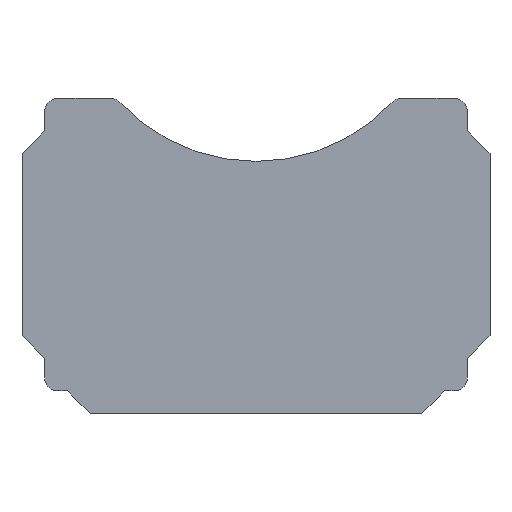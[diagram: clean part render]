
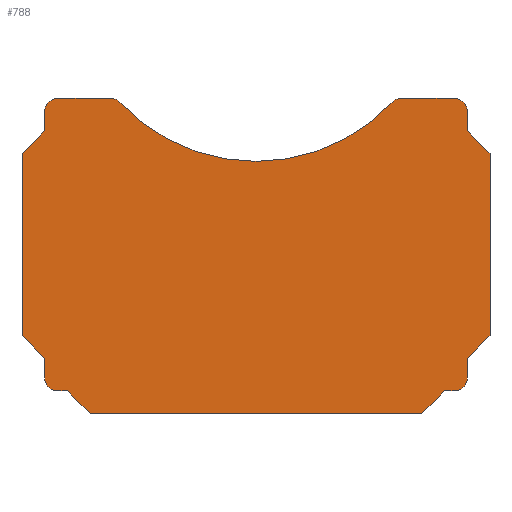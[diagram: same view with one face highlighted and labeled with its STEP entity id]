
A CAD part, front view. The second image highlights one B-rep face of the part: STEP entity #788.
In plain terms, the highlighted planar face has unit normal (0, -1, 0).
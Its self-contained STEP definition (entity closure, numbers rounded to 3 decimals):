
#19=CIRCLE('',#835,20.);
#21=CIRCLE('',#838,20.);
#23=CIRCLE('',#841,20.);
#25=CIRCLE('',#845,20.);
#27=CIRCLE('',#848,286.923);
#29=CIRCLE('',#851,20.);
#31=CIRCLE('',#855,20.);
#81=FACE_OUTER_BOUND('',#127,.T.);
#127=EDGE_LOOP('',(#688,#689,#690,#691,#692,#693,#694,#695,#696,#697,#698,
#699,#700,#701,#702,#703,#704,#705,#706,#707,#708,#709,#710,#711));
#128=LINE('',#1071,#222);
#132=LINE('',#1079,#226);
#135=LINE('',#1085,#229);
#138=LINE('',#1091,#232);
#143=LINE('',#1100,#237);
#144=LINE('',#1104,#238);
#148=LINE('',#1113,#242);
#152=LINE('',#1120,#246);
#154=LINE('',#1124,#248);
#159=LINE('',#1133,#253);
#160=LINE('',#1137,#254);
#164=LINE('',#1145,#258);
#167=LINE('',#1151,#261);
#172=LINE('',#1160,#266);
#173=LINE('',#1163,#267);
#213=LINE('',#1257,#307);
#219=LINE('',#1281,#313);
#222=VECTOR('',#863,10.);
#226=VECTOR('',#869,10.);
#229=VECTOR('',#874,10.);
#232=VECTOR('',#879,10.);
#237=VECTOR('',#886,10.);
#238=VECTOR('',#889,10.);
#242=VECTOR('',#895,10.);
#246=VECTOR('',#901,10.);
#248=VECTOR('',#905,10.);
#253=VECTOR('',#912,10.);
#254=VECTOR('',#915,10.);
#258=VECTOR('',#921,10.);
#261=VECTOR('',#926,10.);
#266=VECTOR('',#933,10.);
#267=VECTOR('',#936,10.);
#307=VECTOR('',#1028,10.);
#313=VECTOR('',#1054,10.);
#316=VERTEX_POINT('',#1069);
#317=VERTEX_POINT('',#1070);
#320=VERTEX_POINT('',#1078);
#322=VERTEX_POINT('',#1084);
#324=VERTEX_POINT('',#1090);
#327=VERTEX_POINT('',#1098);
#328=VERTEX_POINT('',#1102);
#329=VERTEX_POINT('',#1103);
#332=VERTEX_POINT('',#1111);
#333=VERTEX_POINT('',#1112);
#336=VERTEX_POINT('',#1123);
#339=VERTEX_POINT('',#1131);
#340=VERTEX_POINT('',#1135);
#341=VERTEX_POINT('',#1136);
#344=VERTEX_POINT('',#1144);
#346=VERTEX_POINT('',#1150);
#349=VERTEX_POINT('',#1158);
#350=VERTEX_POINT('',#1162);
#376=VERTEX_POINT('',#1250);
#378=VERTEX_POINT('',#1256);
#380=VERTEX_POINT('',#1262);
#382=VERTEX_POINT('',#1268);
#384=VERTEX_POINT('',#1274);
#386=VERTEX_POINT('',#1280);
#388=EDGE_CURVE('',#316,#317,#128,.T.);
#392=EDGE_CURVE('',#317,#320,#132,.T.);
#395=EDGE_CURVE('',#320,#322,#135,.T.);
#398=EDGE_CURVE('',#324,#322,#138,.T.);
#403=EDGE_CURVE('',#316,#327,#143,.T.);
#404=EDGE_CURVE('',#328,#329,#144,.T.);
#408=EDGE_CURVE('',#332,#333,#148,.T.);
#412=EDGE_CURVE('',#333,#328,#152,.T.);
#414=EDGE_CURVE('',#336,#329,#154,.T.);
#419=EDGE_CURVE('',#332,#339,#159,.T.);
#420=EDGE_CURVE('',#340,#341,#160,.T.);
#424=EDGE_CURVE('',#341,#344,#164,.T.);
#427=EDGE_CURVE('',#344,#346,#167,.T.);
#432=EDGE_CURVE('',#340,#349,#172,.T.);
#433=EDGE_CURVE('',#350,#346,#173,.T.);
#472=EDGE_CURVE('',#336,#349,#19,.T.);
#474=EDGE_CURVE('',#324,#339,#21,.T.);
#476=EDGE_CURVE('',#376,#327,#23,.T.);
#479=EDGE_CURVE('',#378,#376,#213,.T.);
#482=EDGE_CURVE('',#380,#378,#25,.T.);
#485=EDGE_CURVE('',#380,#382,#27,.T.);
#488=EDGE_CURVE('',#384,#382,#29,.T.);
#491=EDGE_CURVE('',#386,#384,#219,.T.);
#494=EDGE_CURVE('',#350,#386,#31,.T.);
#688=ORIENTED_EDGE('',*,*,#494,.F.);
#689=ORIENTED_EDGE('',*,*,#433,.T.);
#690=ORIENTED_EDGE('',*,*,#427,.F.);
#691=ORIENTED_EDGE('',*,*,#424,.F.);
#692=ORIENTED_EDGE('',*,*,#420,.F.);
#693=ORIENTED_EDGE('',*,*,#432,.T.);
#694=ORIENTED_EDGE('',*,*,#472,.F.);
#695=ORIENTED_EDGE('',*,*,#414,.T.);
#696=ORIENTED_EDGE('',*,*,#404,.F.);
#697=ORIENTED_EDGE('',*,*,#412,.F.);
#698=ORIENTED_EDGE('',*,*,#408,.F.);
#699=ORIENTED_EDGE('',*,*,#419,.T.);
#700=ORIENTED_EDGE('',*,*,#474,.F.);
#701=ORIENTED_EDGE('',*,*,#398,.T.);
#702=ORIENTED_EDGE('',*,*,#395,.F.);
#703=ORIENTED_EDGE('',*,*,#392,.F.);
#704=ORIENTED_EDGE('',*,*,#388,.F.);
#705=ORIENTED_EDGE('',*,*,#403,.T.);
#706=ORIENTED_EDGE('',*,*,#476,.F.);
#707=ORIENTED_EDGE('',*,*,#479,.F.);
#708=ORIENTED_EDGE('',*,*,#482,.F.);
#709=ORIENTED_EDGE('',*,*,#485,.T.);
#710=ORIENTED_EDGE('',*,*,#488,.F.);
#711=ORIENTED_EDGE('',*,*,#491,.F.);
#746=PLANE('',#858);
#788=ADVANCED_FACE('',(#81),#746,.F.);
#835=AXIS2_PLACEMENT_3D('',#1244,#1009,#1010);
#838=AXIS2_PLACEMENT_3D('',#1247,#1015,#1016);
#841=AXIS2_PLACEMENT_3D('',#1251,#1021,#1022);
#845=AXIS2_PLACEMENT_3D('',#1263,#1033,#1034);
#848=AXIS2_PLACEMENT_3D('',#1269,#1040,#1041);
#851=AXIS2_PLACEMENT_3D('',#1275,#1047,#1048);
#855=AXIS2_PLACEMENT_3D('',#1286,#1059,#1060);
#858=AXIS2_PLACEMENT_3D('',#1289,#1065,#1066);
#863=DIRECTION('',(0.707,0.,-0.707));
#869=DIRECTION('',(0.,0.,-1.));
#874=DIRECTION('',(-0.707,0.,-0.707));
#879=DIRECTION('',(0.,0.,1.));
#886=DIRECTION('',(0.,0.,1.));
#889=DIRECTION('',(-0.707,0.,0.707));
#895=DIRECTION('',(-0.707,0.,-0.707));
#901=DIRECTION('',(-1.,0.,0.));
#905=DIRECTION('',(1.,0.,0.));
#912=DIRECTION('',(1.,0.,0.));
#915=DIRECTION('',(-0.707,0.,0.707));
#921=DIRECTION('',(0.,0.,1.));
#926=DIRECTION('',(0.707,0.,0.707));
#933=DIRECTION('',(0.,0.,-1.));
#936=DIRECTION('',(0.,0.,-1.));
#1009=DIRECTION('center_axis',(0.,1.,0.));
#1010=DIRECTION('ref_axis',(0.,0.,-1.));
#1015=DIRECTION('center_axis',(0.,1.,0.));
#1016=DIRECTION('ref_axis',(1.,0.,0.));
#1021=DIRECTION('center_axis',(0.,1.,0.));
#1022=DIRECTION('ref_axis',(0.,0.,1.));
#1028=DIRECTION('',(1.,0.,0.));
#1033=DIRECTION('center_axis',(0.,1.,0.));
#1034=DIRECTION('ref_axis',(-0.729,0.,0.684));
#1040=DIRECTION('center_axis',(0.,1.,0.));
#1041=DIRECTION('ref_axis',(0.729,0.,-0.684));
#1047=DIRECTION('center_axis',(0.,1.,0.));
#1048=DIRECTION('ref_axis',(0.,0.,1.));
#1054=DIRECTION('',(1.,0.,0.));
#1059=DIRECTION('center_axis',(0.,1.,0.));
#1060=DIRECTION('ref_axis',(-1.,0.,0.));
#1065=DIRECTION('center_axis',(0.,1.,0.));
#1066=DIRECTION('ref_axis',(1.,0.,0.));
#1069=CARTESIAN_POINT('',(325.,0.,175.));
#1070=CARTESIAN_POINT('',(360.,0.,140.));
#1071=CARTESIAN_POINT('',(315.625,0.,184.375));
#1078=CARTESIAN_POINT('',(360.,0.,-140.));
#1079=CARTESIAN_POINT('',(360.,0.,-91.25));
#1084=CARTESIAN_POINT('',(325.,0.,-175.));
#1085=CARTESIAN_POINT('',(276.875,0.,-223.125));
#1090=CARTESIAN_POINT('',(325.,0.,-205.));
#1091=CARTESIAN_POINT('',(325.,0.,-205.));
#1098=CARTESIAN_POINT('',(325.,0.,205.));
#1100=CARTESIAN_POINT('',(325.,0.,-205.));
#1102=CARTESIAN_POINT('',(-255.,0.,-260.));
#1103=CARTESIAN_POINT('',(-290.,0.,-225.));
#1104=CARTESIAN_POINT('',(-263.125,0.,-251.875));
#1111=CARTESIAN_POINT('',(290.,0.,-225.));
#1112=CARTESIAN_POINT('',(255.,0.,-260.));
#1113=CARTESIAN_POINT('',(245.625,0.,-269.375));
#1120=CARTESIAN_POINT('',(-127.5,0.,-260.));
#1123=CARTESIAN_POINT('',(-305.,0.,-225.));
#1124=CARTESIAN_POINT('',(-305.,0.,-225.));
#1131=CARTESIAN_POINT('',(305.,0.,-225.));
#1133=CARTESIAN_POINT('',(-305.,0.,-225.));
#1135=CARTESIAN_POINT('',(-325.,0.,-175.));
#1136=CARTESIAN_POINT('',(-360.,0.,-140.));
#1137=CARTESIAN_POINT('',(-294.375,0.,-205.625));
#1144=CARTESIAN_POINT('',(-360.,0.,140.));
#1145=CARTESIAN_POINT('',(-360.,0.,48.75));
#1150=CARTESIAN_POINT('',(-325.,0.,175.));
#1151=CARTESIAN_POINT('',(-298.125,0.,201.875));
#1158=CARTESIAN_POINT('',(-325.,0.,-205.));
#1160=CARTESIAN_POINT('',(-325.,0.,205.));
#1162=CARTESIAN_POINT('',(-325.,0.,205.));
#1163=CARTESIAN_POINT('',(-325.,0.,205.));
#1244=CARTESIAN_POINT('Origin',(-305.,0.,-205.));
#1247=CARTESIAN_POINT('Origin',(305.,0.,-205.));
#1250=CARTESIAN_POINT('',(305.,0.,225.));
#1251=CARTESIAN_POINT('Origin',(305.,0.,205.));
#1256=CARTESIAN_POINT('',(223.835,0.,225.));
#1257=CARTESIAN_POINT('',(215.,0.,225.));
#1262=CARTESIAN_POINT('',(209.249,0.,218.684));
#1263=CARTESIAN_POINT('Origin',(223.835,0.,205.));
#1268=CARTESIAN_POINT('',(-209.249,0.,218.684));
#1269=CARTESIAN_POINT('Origin',(0.,0.,415.));
#1274=CARTESIAN_POINT('',(-223.835,0.,225.));
#1275=CARTESIAN_POINT('Origin',(-223.835,0.,205.));
#1280=CARTESIAN_POINT('',(-305.,0.,225.));
#1281=CARTESIAN_POINT('',(-305.,0.,225.));
#1286=CARTESIAN_POINT('Origin',(-305.,0.,205.));
#1289=CARTESIAN_POINT('Origin',(0.,0.,0.));
